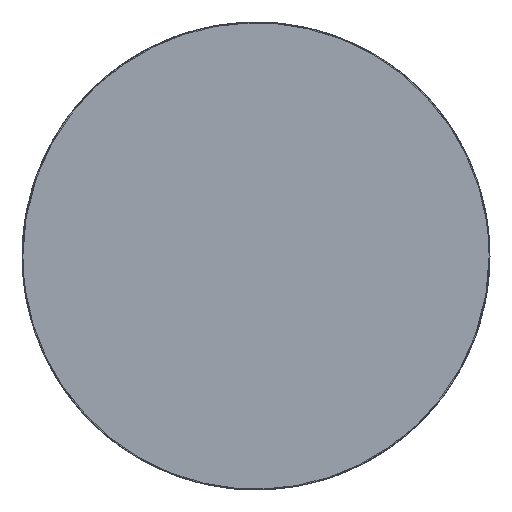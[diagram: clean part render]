
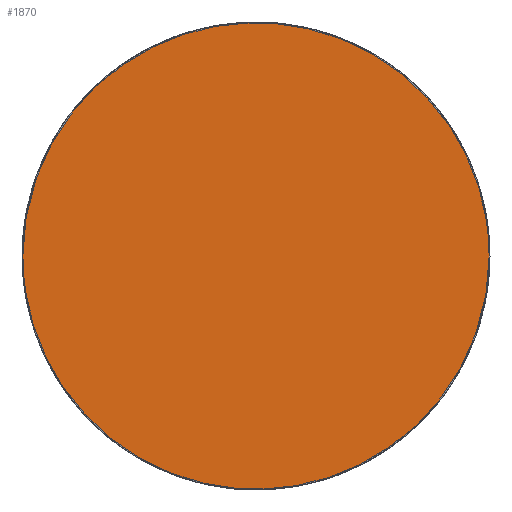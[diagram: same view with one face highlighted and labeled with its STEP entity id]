
A CAD part, top view. The second image highlights one B-rep face of the part: STEP entity #1870.
In plain terms, the highlighted planar face has unit normal (0, 0, -1).
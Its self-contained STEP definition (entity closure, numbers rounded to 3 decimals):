
#1870=ADVANCED_FACE('',(#3692),#28579,.T.);
#3692=FACE_OUTER_BOUND('',#5534,.T.);
#5534=EDGE_LOOP('',(#14436,#14437));
#14436=ORIENTED_EDGE('',*,*,#15187,.T.);
#14437=ORIENTED_EDGE('',*,*,#19339,.T.);
#15187=EDGE_CURVE('',#24414,#26763,#19620,.T.);
#19339=EDGE_CURVE('',#26763,#24414,#22029,.T.);
#19620=(
BOUNDED_CURVE()
B_SPLINE_CURVE(2,(#73747,#73748,#73749,#73750,#73751),.UNSPECIFIED.,.F.,
 .F.)
B_SPLINE_CURVE_WITH_KNOTS((3,2,3),(-813.561,-610.171,-406.78),
 .UNSPECIFIED.)
CURVE()
GEOMETRIC_REPRESENTATION_ITEM()
RATIONAL_B_SPLINE_CURVE((1.,0.707,1.,0.707,1.))
REPRESENTATION_ITEM('')
);
#22029=(
BOUNDED_CURVE()
B_SPLINE_CURVE(2,(#90559,#90560,#90561,#90562,#90563),.UNSPECIFIED.,.F.,
 .F.)
B_SPLINE_CURVE_WITH_KNOTS((3,2,3),(-406.78,-203.39,
0.),.UNSPECIFIED.)
CURVE()
GEOMETRIC_REPRESENTATION_ITEM()
RATIONAL_B_SPLINE_CURVE((1.,0.707,1.,0.707,1.))
REPRESENTATION_ITEM('')
);
#24414=VERTEX_POINT('',#71218);
#26763=VERTEX_POINT('',#73567);
#28579=PLANE('',#29043);
#29043=AXIS2_PLACEMENT_3D('',#70835,#29423,$);
#29423=DIRECTION('',(0.,0.,-1.));
#70835=CARTESIAN_POINT('',(-132.072,121.863,0.839));
#71218=CARTESIAN_POINT('',(129.482,-10.208,0.839));
#73567=CARTESIAN_POINT('',(-129.482,-10.208,0.839));
#73747=CARTESIAN_POINT('',(129.482,-10.208,0.839));
#73748=CARTESIAN_POINT('',(129.482,-139.691,0.839));
#73749=CARTESIAN_POINT('',(0.,-139.691,0.839));
#73750=CARTESIAN_POINT('',(-129.482,-139.691,0.839));
#73751=CARTESIAN_POINT('',(-129.482,-10.208,0.839));
#90559=CARTESIAN_POINT('',(-129.482,-10.208,0.839));
#90560=CARTESIAN_POINT('',(-129.482,119.274,0.839));
#90561=CARTESIAN_POINT('',(0.,119.274,0.839));
#90562=CARTESIAN_POINT('',(129.482,119.274,0.839));
#90563=CARTESIAN_POINT('',(129.482,-10.208,0.839));
